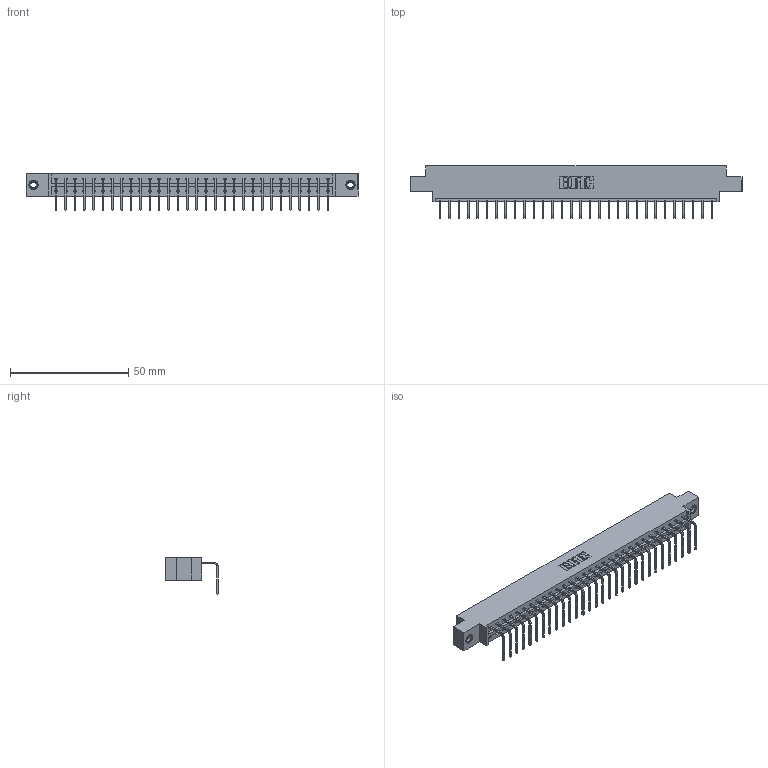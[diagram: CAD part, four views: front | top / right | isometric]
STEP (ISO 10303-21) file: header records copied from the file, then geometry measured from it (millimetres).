
FILE_DESCRIPTION (( 'STEP AP203' ), '1' );
FILE_NAME ('833-030-558-608.STEP', '2020-06-02T14:19:50', ( '' ), ( '' ), 'SwSTEP 2.0', 'SolidWorks 2020', '' );
FILE_SCHEMA (( 'CONFIG_CONTROL_DESIGN' ));
Length unit declared in the file: inch
Products named in the file (4): 345-250-001_345-250-003-102; 833 Part_Offset - .156 Dia - TI; 345-292-001_558 Tail - 2; 833-030-558-608
Assembly tree (33 placements, depth 2):
  833-030-558-608
    833 Part_Offset - .156 Dia - TI
    345-292-001_558 Tail - 2  x30
    345-250-001_345-250-003-102  x2
Bounding box: 140.41 x 22.17 x 15.37 mm (x, y, z)
Volume: 13891.8 mm3; surface area: 15788.9 mm2
Topology: 33 solids, 33 shells, 1978 faces, 5919 edges, 3898 vertices
Faces by surface type: plane 1426, cylinder 536, cone 12, torus 4
Entity records: 21294 total; most frequent: CARTESIAN_POINT 3659, ORIENTED_EDGE 3618, DIRECTION 3143, EDGE_CURVE 1809, VECTOR 1661, LINE 1661, VERTEX_POINT 1200, AXIS2_PLACEMENT_3D 741
